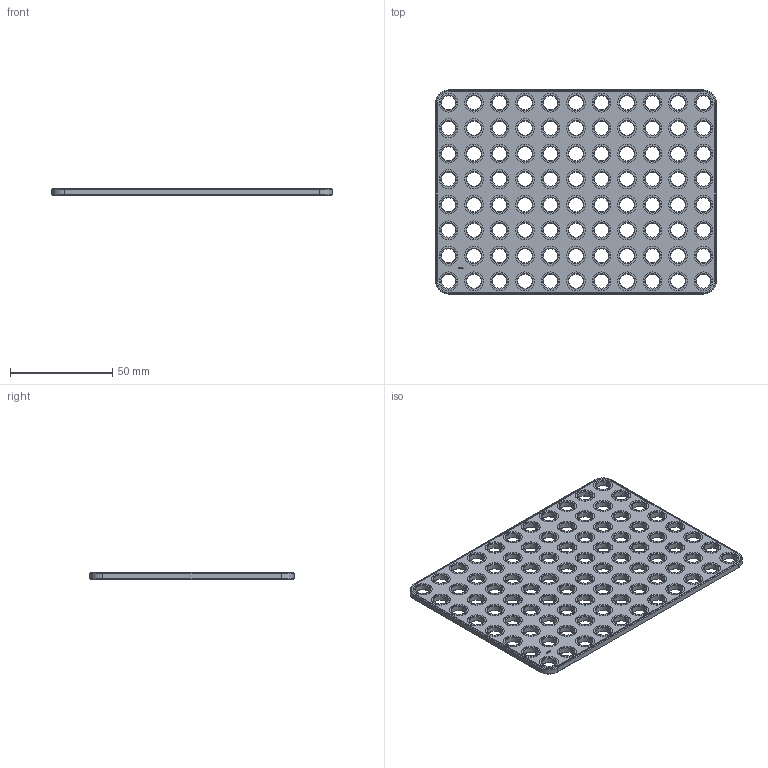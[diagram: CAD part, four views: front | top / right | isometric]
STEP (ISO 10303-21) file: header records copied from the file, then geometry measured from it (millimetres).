
FILE_DESCRIPTION(('FreeCAD Model'),'2;1');
FILE_NAME('Open CASCADE Shape Model','2024-10-08T18:22:33',(''),(''), 'Open CASCADE STEP processor 7.7','FreeCAD','Unknown');
FILE_SCHEMA(('AUTOMOTIVE_DESIGN { 1 0 10303 214 1 1 1 1 }'));
Length unit declared in the file: millimetre
Products named in the file (1): Plate RCT CRNR BU11x08x00.25 - SPN-PLT-0127 (stemfie.org)
Bounding box: 137.5 x 100 x 3.12 mm (x, y, z)
Volume: 30560.4 mm3; surface area: 27936.6 mm2
Topology: 1 solids, 1 shells, 894 faces, 2127 edges, 1354 vertices
Faces by surface type: plane 418, cylinder 184, cone 184, extrusion 108
Full cylindrical faces by diameter (mm): 7 x88, 9.2 x88
Entity records: 26368 total; most frequent: CARTESIAN_POINT 5255, ORIENTED_EDGE 4254, DIRECTION 4145, EDGE_CURVE 2127, VECTOR 1467, LINE 1359, VERTEX_POINT 1354, AXIS2_PLACEMENT_3D 1339
